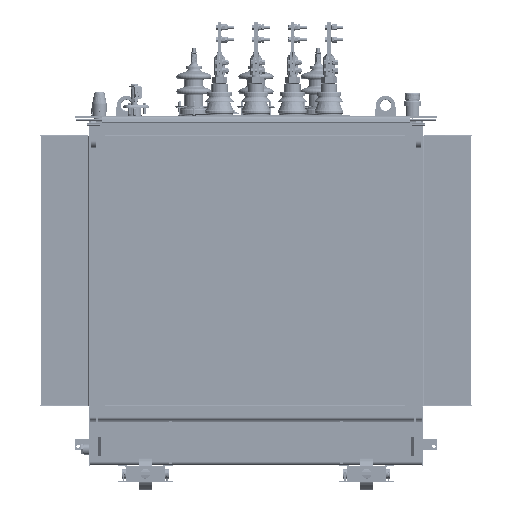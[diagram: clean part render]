
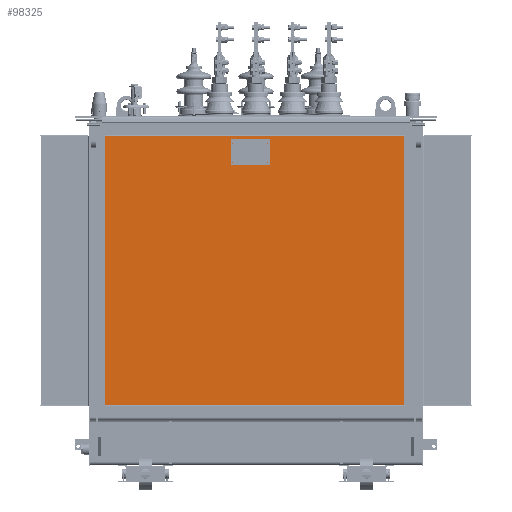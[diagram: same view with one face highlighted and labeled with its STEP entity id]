
A CAD part, front view. The second image highlights one B-rep face of the part: STEP entity #98325.
In plain terms, the highlighted planar face has unit normal (0, -1, 0).
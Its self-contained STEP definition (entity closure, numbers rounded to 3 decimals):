
#10041=LINE('',#194684,#16365);
#10044=LINE('',#194690,#16368);
#10045=LINE('',#194692,#16369);
#10046=LINE('',#194693,#16370);
#16365=VECTOR('',#129713,1000.);
#16368=VECTOR('',#129718,1108.);
#16369=VECTOR('',#129719,1000.);
#16370=VECTOR('',#129720,1108.);
#20045=PLANE('',#106725);
#28061=FACE_OUTER_BOUND('',#36077,.T.);
#36077=EDGE_LOOP('',(#85693,#85694,#85695,#85696));
#48066=VERTEX_POINT('',#194681);
#48067=VERTEX_POINT('',#194683);
#48069=VERTEX_POINT('',#194689);
#48070=VERTEX_POINT('',#194691);
#60602=EDGE_CURVE('',#48067,#48066,#10041,.T.);
#60605=EDGE_CURVE('',#48066,#48069,#10044,.T.);
#60606=EDGE_CURVE('',#48070,#48069,#10045,.T.);
#60607=EDGE_CURVE('',#48070,#48067,#10046,.T.);
#85693=ORIENTED_EDGE('',*,*,#60605,.T.);
#85694=ORIENTED_EDGE('',*,*,#60606,.F.);
#85695=ORIENTED_EDGE('',*,*,#60607,.T.);
#85696=ORIENTED_EDGE('',*,*,#60602,.T.);
#98325=ADVANCED_FACE('',(#28061),#20045,.T.);
#106725=AXIS2_PLACEMENT_3D('',#194688,#129716,#129717);
#129713=DIRECTION('',(0.,0.,1.));
#129716=DIRECTION('center_axis',(0.,-1.,0.));
#129717=DIRECTION('ref_axis',(1.,0.,0.));
#129718=DIRECTION('',(-1.,0.,0.));
#129719=DIRECTION('',(0.,0.,1.));
#129720=DIRECTION('',(1.,0.,0.));
#194681=CARTESIAN_POINT('',(550.,-515.,1220.));
#194683=CARTESIAN_POINT('',(550.,-515.,220.));
#194684=CARTESIAN_POINT('',(550.,-515.,220.));
#194688=CARTESIAN_POINT('Origin',(-558.,-515.,220.));
#194689=CARTESIAN_POINT('',(-558.,-515.,1220.));
#194690=CARTESIAN_POINT('',(-281.,-515.,1220.));
#194691=CARTESIAN_POINT('',(-558.,-515.,220.));
#194692=CARTESIAN_POINT('',(-558.,-515.,220.));
#194693=CARTESIAN_POINT('',(-558.,-515.,220.));
